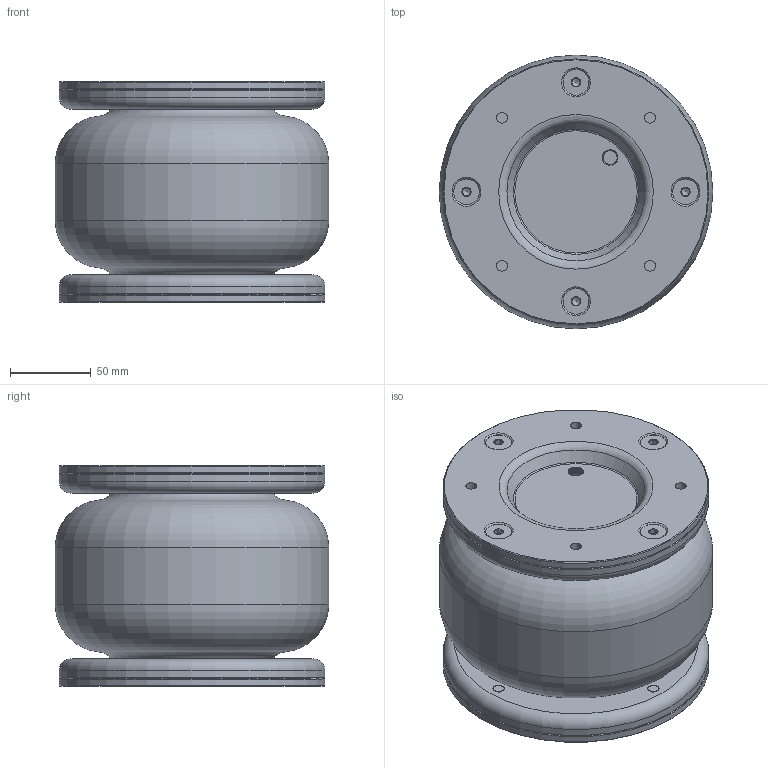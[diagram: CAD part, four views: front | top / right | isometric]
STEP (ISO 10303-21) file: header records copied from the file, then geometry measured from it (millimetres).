
FILE_DESCRIPTION(/* description */ (''),/* implementation_level */ '2;1');
FILE_NAME(/* name */ '6W-170x1E-01.stp',/* time_stamp */ '2021-06-14T13:55:38+02:00',/* author */ (''),/* organization */ (''),/* preprocessor_version */ 'ST-DEVELOPER v18.1',/* originating_system */ 'SIEMENS PLM Software NX 1965',/* authorisation */ '');
FILE_SCHEMA (('AP203_CONFIGURATION_CONTROLLED_3D_DESIGN_OF_MECHANICAL_PARTS_AND_ASSEMBLIES_MIM_LF { 1 0 10303 403 2 1 2}'));
Length unit declared in the file: millimetre
Products named in the file (1): hoff1F2CB9E2ok9h
Bounding box: 170 x 170 x 137 mm (x, y, z)
Volume: 675799 mm3; surface area: 348362 mm2
Topology: 13 solids, 13 shells, 366 faces, 742 edges, 418 vertices
Faces by surface type: plane 138, cone 120, cylinder 60, torus 46, bspline 2
Full cylindrical faces by diameter (mm): 6.8 x16, 7.76 x8, 9 x8, 11 x8, 16 x8, 121 x2, 159 x2, 162 x1, 165 x4, 170 x1
Entity records: 9652 total; most frequent: CARTESIAN_POINT 2641, DIRECTION 1522, ORIENTED_EDGE 1048, AXIS2_PLACEMENT_3D 689, EDGE_LOOP 614, EDGE_CURVE 524, FACE_BOUND 464, VERTEX_POINT 384
